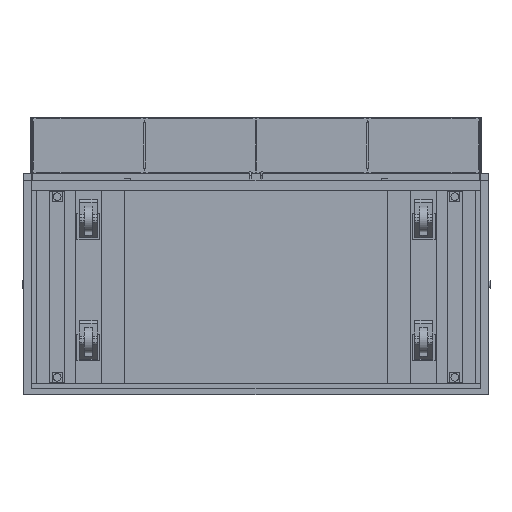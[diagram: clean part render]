
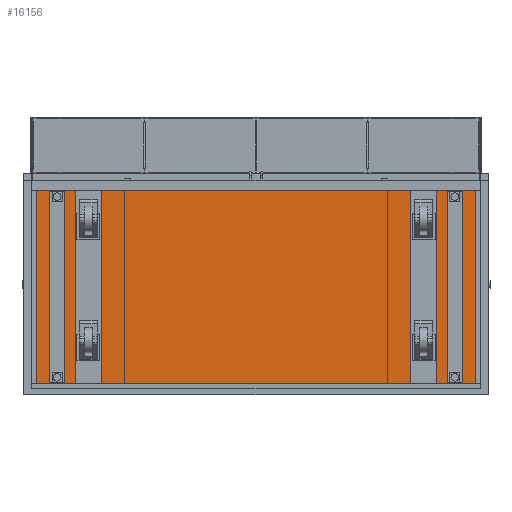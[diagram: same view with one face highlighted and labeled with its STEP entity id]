
A CAD part, front view. The second image highlights one B-rep face of the part: STEP entity #16156.
In plain terms, the highlighted planar face has unit normal (0, -1, 0).
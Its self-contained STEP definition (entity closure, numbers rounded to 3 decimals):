
#952=FACE_OUTER_BOUND('',#1948,.T.);
#1948=EDGE_LOOP('',(#10757,#10758,#10759,#10760));
#2987=LINE('',#23620,#4873);
#2990=LINE('',#23626,#4876);
#2993=LINE('',#23632,#4879);
#2996=LINE('',#23636,#4882);
#4873=VECTOR('',#18805,10.);
#4876=VECTOR('',#18810,10.);
#4879=VECTOR('',#18815,10.);
#4882=VECTOR('',#18820,10.);
#6743=VERTEX_POINT('',#23617);
#6744=VERTEX_POINT('',#23619);
#6746=VERTEX_POINT('',#23625);
#6748=VERTEX_POINT('',#23631);
#8341=EDGE_CURVE('',#6744,#6743,#2987,.T.);
#8344=EDGE_CURVE('',#6746,#6744,#2990,.T.);
#8347=EDGE_CURVE('',#6748,#6746,#2993,.T.);
#8350=EDGE_CURVE('',#6743,#6748,#2996,.T.);
#10757=ORIENTED_EDGE('',*,*,#8350,.T.);
#10758=ORIENTED_EDGE('',*,*,#8347,.T.);
#10759=ORIENTED_EDGE('',*,*,#8344,.T.);
#10760=ORIENTED_EDGE('',*,*,#8341,.T.);
#15367=PLANE('',#17278);
#16156=ADVANCED_FACE('',(#952),#15367,.T.);
#17278=AXIS2_PLACEMENT_3D('',#23638,#18823,#18824);
#18805=DIRECTION('',(-1.,0.,0.));
#18810=DIRECTION('',(0.,0.,1.));
#18815=DIRECTION('',(1.,0.,0.));
#18820=DIRECTION('',(0.,0.,-1.));
#18823=DIRECTION('center_axis',(0.,-1.,0.));
#18824=DIRECTION('ref_axis',(0.,0.,-1.));
#23617=CARTESIAN_POINT('',(-863.5,-230.,-40.));
#23619=CARTESIAN_POINT('',(863.5,-230.,-40.));
#23620=CARTESIAN_POINT('',(-863.5,-230.,-40.));
#23625=CARTESIAN_POINT('',(863.5,-230.,-802.1));
#23626=CARTESIAN_POINT('',(863.5,-230.,-40.));
#23631=CARTESIAN_POINT('',(-863.5,-230.,-802.1));
#23632=CARTESIAN_POINT('',(863.5,-230.,-802.1));
#23636=CARTESIAN_POINT('',(-863.5,-230.,-802.1));
#23638=CARTESIAN_POINT('Origin',(0.,-230.,-421.05));
